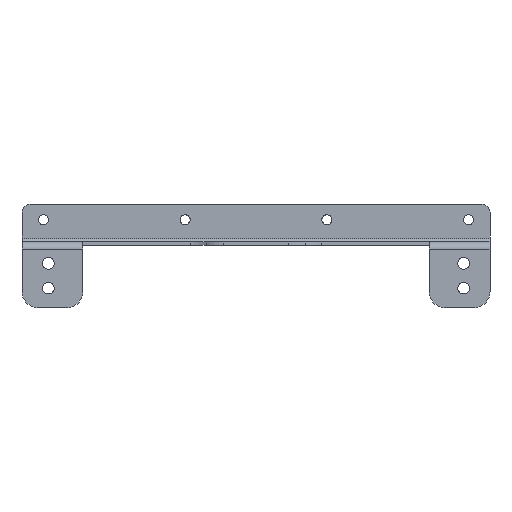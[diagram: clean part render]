
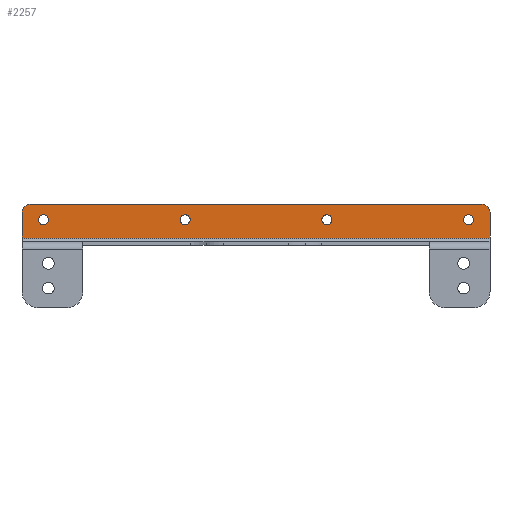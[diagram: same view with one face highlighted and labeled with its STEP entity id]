
A CAD part, front view. The second image highlights one B-rep face of the part: STEP entity #2257.
In plain terms, the highlighted planar face has unit normal (0, -1, 0).
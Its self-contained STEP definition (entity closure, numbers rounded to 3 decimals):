
#18 = VERTEX_POINT ( 'NONE', #3066 ) ;
#19 = ORIENTED_EDGE ( 'NONE', *, *, #2969, .T. ) ;
#25 = CIRCLE ( 'NONE', #42, 5. ) ;
#30 = ORIENTED_EDGE ( 'NONE', *, *, #957, .F. ) ;
#42 = AXIS2_PLACEMENT_3D ( 'NONE', #1889, #3136, #1622 ) ;
#101 = CARTESIAN_POINT ( 'NONE',  ( 43., 155.2, 16.55 ) ) ;
#102 = DIRECTION ( 'NONE',  ( 1., 0., 0. ) ) ;
#124 = FACE_BOUND ( 'NONE', #3765, .T. ) ;
#193 = DIRECTION ( 'NONE',  ( 0., 0., -1. ) ) ;
#204 = DIRECTION ( 'NONE',  ( 0., 0., -1. ) ) ;
#234 = ORIENTED_EDGE ( 'NONE', *, *, #3387, .T. ) ;
#274 = EDGE_CURVE ( 'NONE', #18, #1295, #2739, .T. ) ;
#283 = ORIENTED_EDGE ( 'NONE', *, *, #2511, .F. ) ;
#324 = CARTESIAN_POINT ( 'NONE',  ( 43., 155.2, 10.45 ) ) ;
#364 = AXIS2_PLACEMENT_3D ( 'NONE', #3652, #3328, #3340 ) ;
#485 = CARTESIAN_POINT ( 'NONE',  ( -142., 155.2, 18. ) ) ;
#486 = VECTOR ( 'NONE', #3770, 1000. ) ;
#489 = AXIS2_PLACEMENT_3D ( 'NONE', #3059, #3263, #193 ) ;
#529 = CIRCLE ( 'NONE', #3713, 3.05 ) ;
#558 = VERTEX_POINT ( 'NONE', #769 ) ;
#569 = AXIS2_PLACEMENT_3D ( 'NONE', #1050, #3128, #2806 ) ;
#586 = VERTEX_POINT ( 'NONE', #1636 ) ;
#616 = CIRCLE ( 'NONE', #1835, 3.05 ) ;
#662 = DIRECTION ( 'NONE',  ( 0., 0., -1. ) ) ;
#731 = EDGE_CURVE ( 'NONE', #932, #3105, #1703, .T. ) ;
#769 = CARTESIAN_POINT ( 'NONE',  ( 129., 155.2, 10.45 ) ) ;
#780 = DIRECTION ( 'NONE',  ( 0., 0., -1. ) ) ;
#781 = CARTESIAN_POINT ( 'NONE',  ( 129., 155.2, 16.55 ) ) ;
#820 = EDGE_LOOP ( 'NONE', ( #283, #2158 ) ) ;
#932 = VERTEX_POINT ( 'NONE', #3762 ) ;
#957 = EDGE_CURVE ( 'NONE', #1727, #586, #1149, .T. ) ;
#1038 = LINE ( 'NONE', #3546, #486 ) ;
#1046 = CIRCLE ( 'NONE', #569, 3.05 ) ;
#1050 = CARTESIAN_POINT ( 'NONE',  ( -129., 155.2, 13.5 ) ) ;
#1107 = ORIENTED_EDGE ( 'NONE', *, *, #2483, .F. ) ;
#1112 = ORIENTED_EDGE ( 'NONE', *, *, #731, .F. ) ;
#1149 = CIRCLE ( 'NONE', #489, 3.05 ) ;
#1295 = VERTEX_POINT ( 'NONE', #2478 ) ;
#1362 = DIRECTION ( 'NONE',  ( 0., -1., 0. ) ) ;
#1366 = DIRECTION ( 'NONE',  ( 0., 0., -1. ) ) ;
#1381 = DIRECTION ( 'NONE',  ( 0., -1., 0. ) ) ;
#1391 = VERTEX_POINT ( 'NONE', #3725 ) ;
#1444 = EDGE_CURVE ( 'NONE', #586, #1727, #1046, .T. ) ;
#1470 = DIRECTION ( 'NONE',  ( 0., 0., -1. ) ) ;
#1495 = DIRECTION ( 'NONE',  ( 0., -1., 0. ) ) ;
#1568 = CARTESIAN_POINT ( 'NONE',  ( 142., 155.2, 23. ) ) ;
#1577 = ORIENTED_EDGE ( 'NONE', *, *, #274, .F. ) ;
#1622 = DIRECTION ( 'NONE',  ( 0., 0., -1. ) ) ;
#1625 = VERTEX_POINT ( 'NONE', #485 ) ;
#1636 = CARTESIAN_POINT ( 'NONE',  ( -129., 155.2, 16.55 ) ) ;
#1663 = VERTEX_POINT ( 'NONE', #324 ) ;
#1683 = CIRCLE ( 'NONE', #2916, 3.05 ) ;
#1703 = LINE ( 'NONE', #3638, #2070 ) ;
#1717 = AXIS2_PLACEMENT_3D ( 'NONE', #3741, #1381, #1366 ) ;
#1727 = VERTEX_POINT ( 'NONE', #2322 ) ;
#1737 = AXIS2_PLACEMENT_3D ( 'NONE', #2352, #1495, #1470 ) ;
#1805 = ORIENTED_EDGE ( 'NONE', *, *, #2314, .F. ) ;
#1830 = EDGE_LOOP ( 'NONE', ( #2376, #30 ) ) ;
#1835 = AXIS2_PLACEMENT_3D ( 'NONE', #3355, #3366, #662 ) ;
#1889 = CARTESIAN_POINT ( 'NONE',  ( -137., 155.2, 18. ) ) ;
#1908 = LINE ( 'NONE', #1937, #2471 ) ;
#1914 = CIRCLE ( 'NONE', #364, 3.05 ) ;
#1937 = CARTESIAN_POINT ( 'NONE',  ( 142., 155.2, 2.4 ) ) ;
#1977 = VERTEX_POINT ( 'NONE', #2187 ) ;
#2057 = EDGE_LOOP ( 'NONE', ( #3063, #2713 ) ) ;
#2070 = VECTOR ( 'NONE', #2741, 1000. ) ;
#2143 = DIRECTION ( 'NONE',  ( 0., -1., 0. ) ) ;
#2158 = ORIENTED_EDGE ( 'NONE', *, *, #3312, .F. ) ;
#2187 = CARTESIAN_POINT ( 'NONE',  ( -43., 155.2, 10.45 ) ) ;
#2204 = EDGE_CURVE ( 'NONE', #1391, #1625, #1038, .T. ) ;
#2235 = CIRCLE ( 'NONE', #3391, 3.05 ) ;
#2241 = CARTESIAN_POINT ( 'NONE',  ( 43., 155.2, 13.5 ) ) ;
#2254 = AXIS2_PLACEMENT_3D ( 'NONE', #2258, #1362, #204 ) ;
#2257 = ADVANCED_FACE ( 'NONE', ( #2771, #2674, #124, #2859, #3369 ), #2982, .T. ) ;
#2258 = CARTESIAN_POINT ( 'NONE',  ( -43., 155.2, 13.5 ) ) ;
#2314 = EDGE_CURVE ( 'NONE', #1663, #3367, #1914, .T. ) ;
#2322 = CARTESIAN_POINT ( 'NONE',  ( -129., 155.2, 10.45 ) ) ;
#2331 = CIRCLE ( 'NONE', #2254, 3.05 ) ;
#2352 = CARTESIAN_POINT ( 'NONE',  ( 0., 155.2, 0. ) ) ;
#2376 = ORIENTED_EDGE ( 'NONE', *, *, #1444, .F. ) ;
#2415 = CARTESIAN_POINT ( 'NONE',  ( -43., 155.2, 16.55 ) ) ;
#2442 = DIRECTION ( 'NONE',  ( 0., 0., -1. ) ) ;
#2471 = VECTOR ( 'NONE', #3454, 1000. ) ;
#2478 = CARTESIAN_POINT ( 'NONE',  ( 137., 155.2, 23. ) ) ;
#2483 = EDGE_CURVE ( 'NONE', #3367, #1663, #529, .T. ) ;
#2511 = EDGE_CURVE ( 'NONE', #3752, #558, #2235, .T. ) ;
#2531 = EDGE_CURVE ( 'NONE', #1977, #3589, #2331, .T. ) ;
#2674 = FACE_BOUND ( 'NONE', #2057, .T. ) ;
#2713 = ORIENTED_EDGE ( 'NONE', *, *, #2531, .F. ) ;
#2739 = LINE ( 'NONE', #1568, #2977 ) ;
#2741 = DIRECTION ( 'NONE',  ( 0., 0., -1. ) ) ;
#2771 = FACE_BOUND ( 'NONE', #1830, .T. ) ;
#2806 = DIRECTION ( 'NONE',  ( 0., 0., -1. ) ) ;
#2859 = FACE_BOUND ( 'NONE', #820, .T. ) ;
#2916 = AXIS2_PLACEMENT_3D ( 'NONE', #3627, #2143, #2442 ) ;
#2921 = EDGE_CURVE ( 'NONE', #3589, #1977, #1683, .T. ) ;
#2961 = CARTESIAN_POINT ( 'NONE',  ( 142., 155.2, 2.4 ) ) ;
#2969 = EDGE_CURVE ( 'NONE', #932, #1295, #3135, .T. ) ;
#2972 = EDGE_CURVE ( 'NONE', #3105, #1391, #1908, .T. ) ;
#2977 = VECTOR ( 'NONE', #102, 1000. ) ;
#2982 = PLANE ( 'NONE',  #1737 ) ;
#3059 = CARTESIAN_POINT ( 'NONE',  ( -129., 155.2, 13.5 ) ) ;
#3063 = ORIENTED_EDGE ( 'NONE', *, *, #2921, .F. ) ;
#3066 = CARTESIAN_POINT ( 'NONE',  ( -137., 155.2, 23. ) ) ;
#3105 = VERTEX_POINT ( 'NONE', #2961 ) ;
#3116 = ORIENTED_EDGE ( 'NONE', *, *, #2204, .F. ) ;
#3128 = DIRECTION ( 'NONE',  ( 0., -1., 0. ) ) ;
#3135 = CIRCLE ( 'NONE', #1717, 5. ) ;
#3136 = DIRECTION ( 'NONE',  ( 0., -1., 0. ) ) ;
#3263 = DIRECTION ( 'NONE',  ( 0., -1., 0. ) ) ;
#3312 = EDGE_CURVE ( 'NONE', #558, #3752, #616, .T. ) ;
#3328 = DIRECTION ( 'NONE',  ( 0., -1., 0. ) ) ;
#3340 = DIRECTION ( 'NONE',  ( 0., 0., -1. ) ) ;
#3355 = CARTESIAN_POINT ( 'NONE',  ( 129., 155.2, 13.5 ) ) ;
#3366 = DIRECTION ( 'NONE',  ( 0., -1., 0. ) ) ;
#3367 = VERTEX_POINT ( 'NONE', #101 ) ;
#3369 = FACE_OUTER_BOUND ( 'NONE', #3418, .T. ) ;
#3387 = EDGE_CURVE ( 'NONE', #18, #1625, #25, .T. ) ;
#3391 = AXIS2_PLACEMENT_3D ( 'NONE', #3738, #3750, #780 ) ;
#3415 = DIRECTION ( 'NONE',  ( 0., -1., 0. ) ) ;
#3418 = EDGE_LOOP ( 'NONE', ( #1577, #234, #3116, #3646, #1112, #19 ) ) ;
#3454 = DIRECTION ( 'NONE',  ( -1., 0., 0. ) ) ;
#3546 = CARTESIAN_POINT ( 'NONE',  ( -142., 155.2, 23. ) ) ;
#3589 = VERTEX_POINT ( 'NONE', #2415 ) ;
#3590 = DIRECTION ( 'NONE',  ( 0., 0., -1. ) ) ;
#3627 = CARTESIAN_POINT ( 'NONE',  ( -43., 155.2, 13.5 ) ) ;
#3638 = CARTESIAN_POINT ( 'NONE',  ( 142., 155.2, 0. ) ) ;
#3646 = ORIENTED_EDGE ( 'NONE', *, *, #2972, .F. ) ;
#3652 = CARTESIAN_POINT ( 'NONE',  ( 43., 155.2, 13.5 ) ) ;
#3713 = AXIS2_PLACEMENT_3D ( 'NONE', #2241, #3415, #3590 ) ;
#3725 = CARTESIAN_POINT ( 'NONE',  ( -142., 155.2, 2.4 ) ) ;
#3738 = CARTESIAN_POINT ( 'NONE',  ( 129., 155.2, 13.5 ) ) ;
#3741 = CARTESIAN_POINT ( 'NONE',  ( 137., 155.2, 18. ) ) ;
#3750 = DIRECTION ( 'NONE',  ( 0., -1., 0. ) ) ;
#3752 = VERTEX_POINT ( 'NONE', #781 ) ;
#3762 = CARTESIAN_POINT ( 'NONE',  ( 142., 155.2, 18. ) ) ;
#3765 = EDGE_LOOP ( 'NONE', ( #1107, #1805 ) ) ;
#3770 = DIRECTION ( 'NONE',  ( 0., 0., 1. ) ) ;
